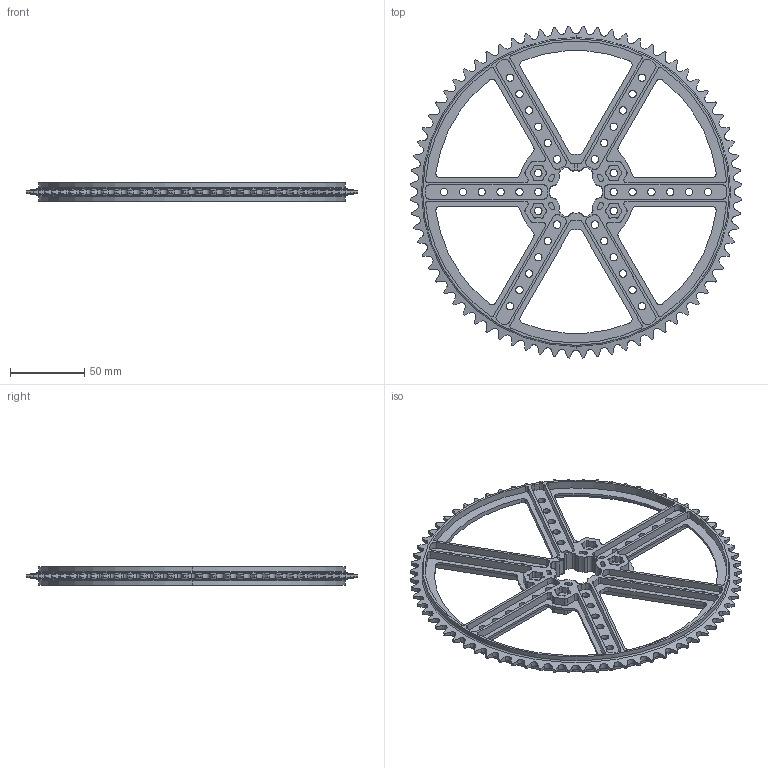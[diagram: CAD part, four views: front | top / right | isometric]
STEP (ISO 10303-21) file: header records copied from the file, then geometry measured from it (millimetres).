
FILE_DESCRIPTION (( 'STEP AP203' ), '1' );
FILE_NAME ('REV-21-3729_RevB.STEP', '2024-09-09T16:15:42', ( '' ), ( '' ), 'SwSTEP 2.0', 'SolidWorks 2022', '' );
FILE_SCHEMA (( 'CONFIG_CONTROL_DESIGN' ));
Length unit declared in the file: millimetre
Products named in the file (1): REV-21-3729_RevB
Bounding box: 223.73 x 223.73 x 12.7 mm (x, y, z)
Volume: 86188.5 mm3; surface area: 79025.3 mm2
Topology: 1 solids, 1 shells, 960 faces, 2756 edges, 1836 vertices
Faces by surface type: cylinder 764, plane 188, torus 4, cone 4
Entity records: 35049 total; most frequent: CARTESIAN_POINT 9443, ORIENTED_EDGE 5512, DIRECTION 5306, EDGE_CURVE 2756, AXIS2_PLACEMENT_3D 2051, VERTEX_POINT 1836, LINE 1204, VECTOR 1204
